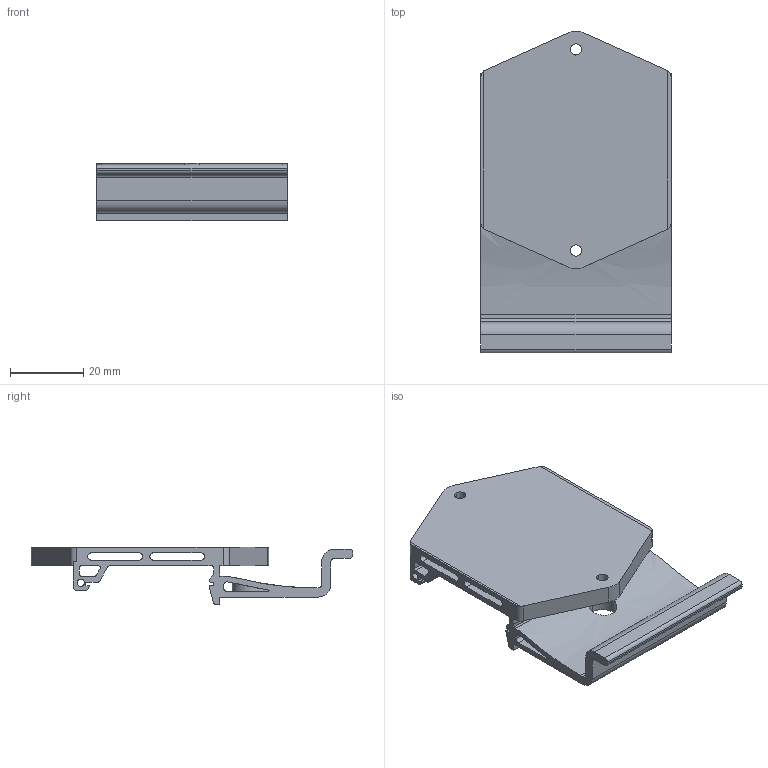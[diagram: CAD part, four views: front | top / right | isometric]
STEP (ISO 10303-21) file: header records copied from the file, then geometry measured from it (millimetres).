
FILE_DESCRIPTION(/* description */ (''),/* implementation_level */ '2;1');
FILE_NAME(/* name */ 'PowerST',/* time_stamp */ '2024-09-13T14:51:59+09:00',/* author */ (''),/* organization */ (''),/* preprocessor_version */ 'ST-DEVELOPER v19.2',/* originating_system */ 'Rhino 8.10',/* authorisation */ '');
FILE_SCHEMA (('AUTOMOTIVE_DESIGN_CC2'));
Length unit declared in the file: millimetre
Products named in the file (1): Document
Bounding box: 52 x 87.98 x 15.7 mm (x, y, z)
Volume: 20110.9 mm3; surface area: 19168.2 mm2
Topology: 1 solids, 1 shells, 101 faces, 297 edges, 198 vertices
Faces by surface type: plane 54, cylinder 45, bspline 2
Entity records: 3530 total; most frequent: CARTESIAN_POINT 1126, ORIENTED_EDGE 594, EDGE_CURVE 297, DIRECTION 286, VERTEX_POINT 198, AXIS2_PLACEMENT_3D 192, B_SPLINE_CURVE_WITH_KNOTS 186, EDGE_LOOP 119
